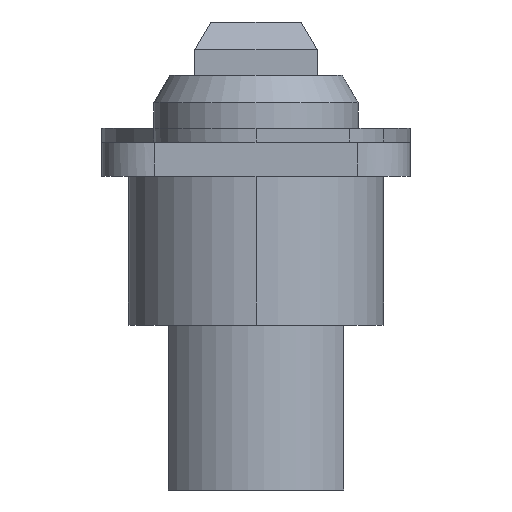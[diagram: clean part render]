
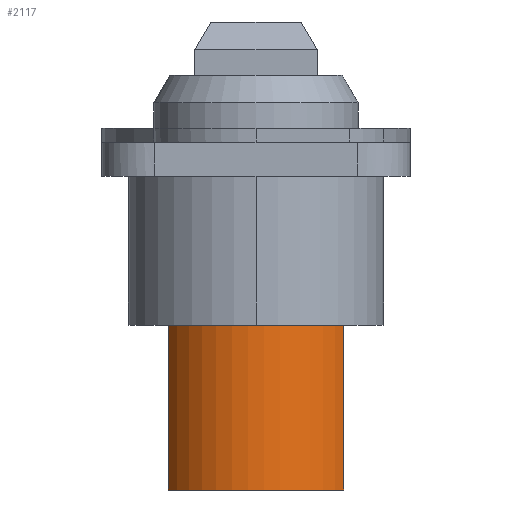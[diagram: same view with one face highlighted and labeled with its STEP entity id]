
A CAD part, front view. The second image highlights one B-rep face of the part: STEP entity #2117.
In plain terms, the highlighted cylindrical face has radius 9.5 mm (diameter 19 mm), a partial arc.
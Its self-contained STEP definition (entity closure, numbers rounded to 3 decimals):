
#79=CARTESIAN_POINT('',(0.,0.,-29.5));
#80=DIRECTION('',(0.,0.,-1.));
#81=DIRECTION('',(0.868,-0.496,0.));
#82=AXIS2_PLACEMENT_3D('',#79,#80,#81);
#184=CARTESIAN_POINT('',(0.,0.,-14.));
#185=DIRECTION('',(0.,0.,1.));
#186=DIRECTION('',(-0.868,-0.496,0.));
#187=AXIS2_PLACEMENT_3D('',#184,#185,#186);
#215=DIRECTION('',(0.,0.,1.));
#216=VECTOR('',#215,15.5);
#217=CARTESIAN_POINT('',(8.25,-4.71,-29.5));
#218=LINE('',#217,#216);
#219=DIRECTION('',(0.,0.,1.));
#220=VECTOR('',#219,15.5);
#221=CARTESIAN_POINT('',(-8.25,-4.71,-29.5));
#222=LINE('',#221,#220);
#1569=CARTESIAN_POINT('',(8.25,-4.71,-14.));
#1571=VERTEX_POINT('',#1569);
#1583=CARTESIAN_POINT('',(-8.25,-4.71,-14.));
#1584=VERTEX_POINT('',#1583);
#1609=CARTESIAN_POINT('',(8.25,-4.71,-29.5));
#1611=VERTEX_POINT('',#1609);
#1623=CARTESIAN_POINT('',(-8.25,-4.71,-29.5));
#1624=VERTEX_POINT('',#1623);
#2105=CARTESIAN_POINT('',(0.,0.,-29.5));
#2106=DIRECTION('',(0.,0.,-1.));
#2107=DIRECTION('',(-1.,0.,0.));
#2108=AXIS2_PLACEMENT_3D('',#2105,#2106,#2107);
#2109=CYLINDRICAL_SURFACE('',#2108,9.5);
#2110=ORIENTED_EDGE('',*,*,#1842,.T.);
#2112=ORIENTED_EDGE('',*,*,#2111,.T.);
#2113=ORIENTED_EDGE('',*,*,#2074,.T.);
#2114=ORIENTED_EDGE('',*,*,#2097,.F.);
#2115=EDGE_LOOP('',(#2110,#2112,#2113,#2114));
#2116=FACE_OUTER_BOUND('',#2115,.F.);
#2117=ADVANCED_FACE('',(#2116),#2109,.T.);
#83=CIRCLE('',#82,9.5);
#188=CIRCLE('',#187,9.5);
#1842=EDGE_CURVE('',#1611,#1624,#83,.T.);
#2074=EDGE_CURVE('',#1584,#1571,#188,.T.);
#2097=EDGE_CURVE('',#1611,#1571,#218,.T.);
#2111=EDGE_CURVE('',#1624,#1584,#222,.T.);
